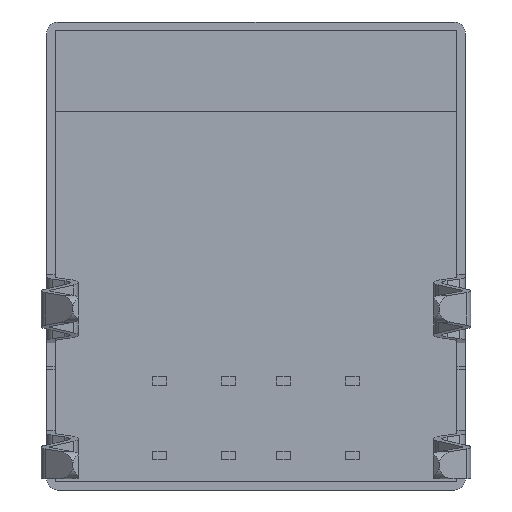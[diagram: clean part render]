
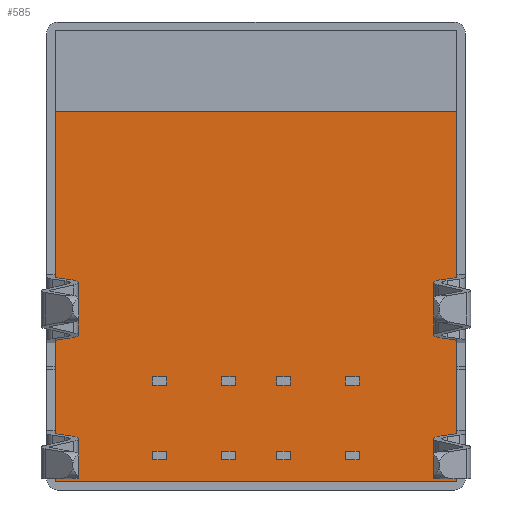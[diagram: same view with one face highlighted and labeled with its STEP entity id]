
A CAD part, front view. The second image highlights one B-rep face of the part: STEP entity #585.
In plain terms, the highlighted planar face has unit normal (0, -1, 0).
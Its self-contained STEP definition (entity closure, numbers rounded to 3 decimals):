
#585=ADVANCED_FACE('NONE',(#1575),#1576,.F.);
#1575=FACE_OUTER_BOUND('',#5296,.T.);
#1576=PLANE('',#5297);
#5296=EDGE_LOOP('',(#9027,#9028,#9029,#9030));
#5297=AXIS2_PLACEMENT_3D('',#9031,#9032,#9033);
#9027=ORIENTED_EDGE('',*,*,#10518,.T.);
#9028=ORIENTED_EDGE('',*,*,#10519,.F.);
#9029=ORIENTED_EDGE('',*,*,#10520,.F.);
#9030=ORIENTED_EDGE('',*,*,#10516,.T.);
#9031=CARTESIAN_POINT('',(7.3,-0.659,-3.237));
#9032=DIRECTION('',(0.0,1.0,0.0));
#9033=DIRECTION('',(1.0,0.0,-0.0));
#10516=EDGE_CURVE('NONE',#12705,#12703,#12706,.T.);
#10518=EDGE_CURVE('NONE',#12703,#12708,#12709,.T.);
#10519=EDGE_CURVE('NONE',#12710,#12708,#12711,.T.);
#10520=EDGE_CURVE('NONE',#12705,#12710,#12712,.T.);
#12703=VERTEX_POINT('NONE',#19329);
#12705=VERTEX_POINT('NONE',#19332);
#12706=LINE('',#19333,#19334);
#12708=VERTEX_POINT('NONE',#19337);
#12709=LINE('',#19338,#19339);
#12710=VERTEX_POINT('NONE',#19340);
#12711=LINE('',#19341,#19342);
#12712=LINE('',#19343,#19344);
#19329=CARTESIAN_POINT('',(-7.3,-0.659,-3.237));
#19332=CARTESIAN_POINT('',(7.3,-0.659,-3.237));
#19333=CARTESIAN_POINT('',(7.3,-0.659,-3.237));
#19334=VECTOR('',#20604,1000.0);
#19337=CARTESIAN_POINT('',(-7.3,-0.659,-16.7));
#19338=CARTESIAN_POINT('',(-7.3,-0.659,-3.237));
#19339=VECTOR('',#20606,1000.0);
#19340=CARTESIAN_POINT('',(7.3,-0.659,-16.7));
#19341=CARTESIAN_POINT('',(7.3,-0.659,-16.7));
#19342=VECTOR('',#20607,1000.0);
#19343=CARTESIAN_POINT('',(7.3,-0.659,-3.237));
#19344=VECTOR('',#20608,1000.0);
#20604=DIRECTION('',(-1.0,-0.0,-0.0));
#20606=DIRECTION('',(0.0,0.0,-1.0));
#20607=DIRECTION('',(-1.0,-0.0,-0.0));
#20608=DIRECTION('',(0.0,0.0,-1.0));
